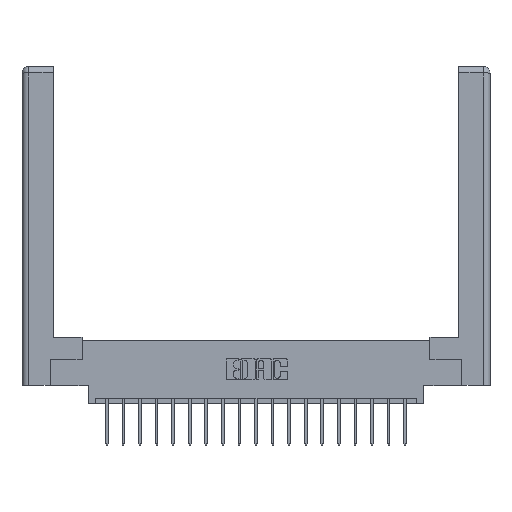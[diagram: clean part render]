
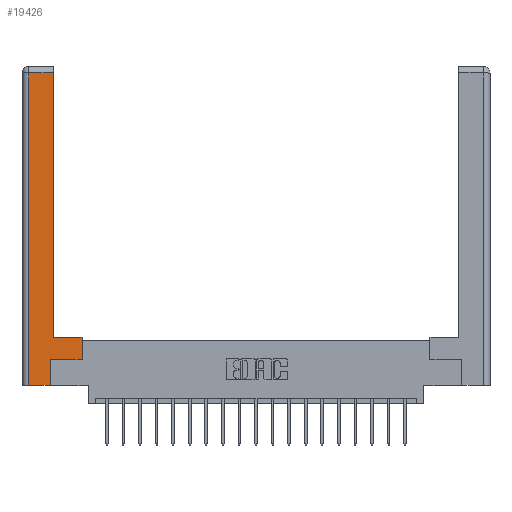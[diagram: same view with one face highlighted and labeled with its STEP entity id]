
A CAD part, top view. The second image highlights one B-rep face of the part: STEP entity #19426.
In plain terms, the highlighted planar face has unit normal (0, 0, 1).
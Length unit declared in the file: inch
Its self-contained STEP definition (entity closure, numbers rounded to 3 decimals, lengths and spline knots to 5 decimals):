
#238 = ORIENTED_EDGE ( 'NONE', *, *, #16169, .T. ) ;
#282 = EDGE_CURVE ( 'NONE', #4362, #16955, #9031, .T. ) ;
#493 = ORIENTED_EDGE ( 'NONE', *, *, #4863, .T. ) ;
#503 = DIRECTION ( 'NONE',  ( -1., 0., 0. ) ) ;
#1045 = CARTESIAN_POINT ( 'NONE',  ( 0.565, 0.245, 0. ) ) ;
#1173 = EDGE_CURVE ( 'NONE', #10961, #16583, #14911, .T. ) ;
#1368 = VECTOR ( 'NONE', #6733, 39.37008 ) ;
#1374 = DIRECTION ( 'NONE',  ( 1., 0., 0. ) ) ;
#1558 = VECTOR ( 'NONE', #7392, 39.37008 ) ;
#2822 = VECTOR ( 'NONE', #19273, 39.37008 ) ;
#2841 = CARTESIAN_POINT ( 'NONE',  ( 0.0615, 0., 0. ) ) ;
#3291 = ORIENTED_EDGE ( 'NONE', *, *, #5423, .T. ) ;
#3786 = DIRECTION ( 'NONE',  ( 0., 1., 0. ) ) ;
#4318 = VERTEX_POINT ( 'NONE', #15564 ) ;
#4362 = VERTEX_POINT ( 'NONE', #12675 ) ;
#4863 = EDGE_CURVE ( 'NONE', #11970, #13138, #5565, .T. ) ;
#5266 = LINE ( 'NONE', #12918, #9720 ) ;
#5423 = EDGE_CURVE ( 'NONE', #4318, #4362, #6285, .T. ) ;
#5565 = LINE ( 'NONE', #13115, #1368 ) ;
#6285 = LINE ( 'NONE', #1045, #2822 ) ;
#6360 = CARTESIAN_POINT ( 'NONE',  ( 0.0615, 2.94, 0. ) ) ;
#6733 = DIRECTION ( 'NONE',  ( -1., 0., 0. ) ) ;
#7378 = DIRECTION ( 'NONE',  ( 0., 1., 0. ) ) ;
#7392 = DIRECTION ( 'NONE',  ( 0., 1., 0. ) ) ;
#8945 = CARTESIAN_POINT ( 'NONE',  ( 0.295, 0.45, 0. ) ) ;
#8990 = VECTOR ( 'NONE', #3786, 39.37008 ) ;
#9031 = LINE ( 'NONE', #13827, #9815 ) ;
#9092 = CARTESIAN_POINT ( 'NONE',  ( 0.565, 0.45, 0. ) ) ;
#9720 = VECTOR ( 'NONE', #14643, 39.37008 ) ;
#9808 = CARTESIAN_POINT ( 'NONE',  ( 0.295, 2.94, 0. ) ) ;
#9815 = VECTOR ( 'NONE', #7378, 39.37008 ) ;
#9960 = DIRECTION ( 'NONE',  ( 0., 0., -1. ) ) ;
#10526 = CARTESIAN_POINT ( 'NONE',  ( 0.295, 3., 0. ) ) ;
#10604 = FACE_OUTER_BOUND ( 'NONE', #10798, .T. ) ;
#10632 = DIRECTION ( 'NONE',  ( -1., 0., 0. ) ) ;
#10798 = EDGE_LOOP ( 'NONE', ( #11300, #493, #12699, #14736, #238, #3291, #12064, #20464 ) ) ;
#10961 = VERTEX_POINT ( 'NONE', #2841 ) ;
#11300 = ORIENTED_EDGE ( 'NONE', *, *, #16901, .T. ) ;
#11970 = VERTEX_POINT ( 'NONE', #9808 ) ;
#12064 = ORIENTED_EDGE ( 'NONE', *, *, #282, .T. ) ;
#12419 = VECTOR ( 'NONE', #1374, 39.37008 ) ;
#12529 = CARTESIAN_POINT ( 'NONE',  ( 0.265, 0., 0. ) ) ;
#12675 = CARTESIAN_POINT ( 'NONE',  ( 0.565, 0.245, 0. ) ) ;
#12699 = ORIENTED_EDGE ( 'NONE', *, *, #16504, .T. ) ;
#12918 = CARTESIAN_POINT ( 'NONE',  ( 0.0615, 0., 0. ) ) ;
#12969 = LINE ( 'NONE', #10526, #1558 ) ;
#13115 = CARTESIAN_POINT ( 'NONE',  ( 0.0615, 2.94, 0. ) ) ;
#13138 = VERTEX_POINT ( 'NONE', #6360 ) ;
#13174 = CARTESIAN_POINT ( 'NONE',  ( 0., 0., 0. ) ) ;
#13567 = LINE ( 'NONE', #8945, #19778 ) ;
#13827 = CARTESIAN_POINT ( 'NONE',  ( 0.565, 0.45, 0. ) ) ;
#14443 = EDGE_CURVE ( 'NONE', #16955, #15328, #13567, .T. ) ;
#14643 = DIRECTION ( 'NONE',  ( 0., -1., 0. ) ) ;
#14736 = ORIENTED_EDGE ( 'NONE', *, *, #1173, .T. ) ;
#14911 = LINE ( 'NONE', #12529, #12419 ) ;
#15328 = VERTEX_POINT ( 'NONE', #17817 ) ;
#15564 = CARTESIAN_POINT ( 'NONE',  ( 0.265, 0.245, 0. ) ) ;
#16136 = AXIS2_PLACEMENT_3D ( 'NONE', #13174, #9960, #503 ) ;
#16151 = PLANE ( 'NONE',  #16136 ) ;
#16169 = EDGE_CURVE ( 'NONE', #16583, #4318, #16469, .T. ) ;
#16469 = LINE ( 'NONE', #16562, #8990 ) ;
#16504 = EDGE_CURVE ( 'NONE', #13138, #10961, #5266, .T. ) ;
#16562 = CARTESIAN_POINT ( 'NONE',  ( 0.265, 0.245, 0. ) ) ;
#16583 = VERTEX_POINT ( 'NONE', #17334 ) ;
#16901 = EDGE_CURVE ( 'NONE', #15328, #11970, #12969, .T. ) ;
#16955 = VERTEX_POINT ( 'NONE', #9092 ) ;
#17334 = CARTESIAN_POINT ( 'NONE',  ( 0.265, 0., 0. ) ) ;
#17817 = CARTESIAN_POINT ( 'NONE',  ( 0.295, 0.45, 0. ) ) ;
#19273 = DIRECTION ( 'NONE',  ( 1., 0., 0. ) ) ;
#19426 = ADVANCED_FACE ( 'NONE', ( #10604 ), #16151, .F. ) ;
#19778 = VECTOR ( 'NONE', #10632, 39.37008 ) ;
#20464 = ORIENTED_EDGE ( 'NONE', *, *, #14443, .T. ) ;
